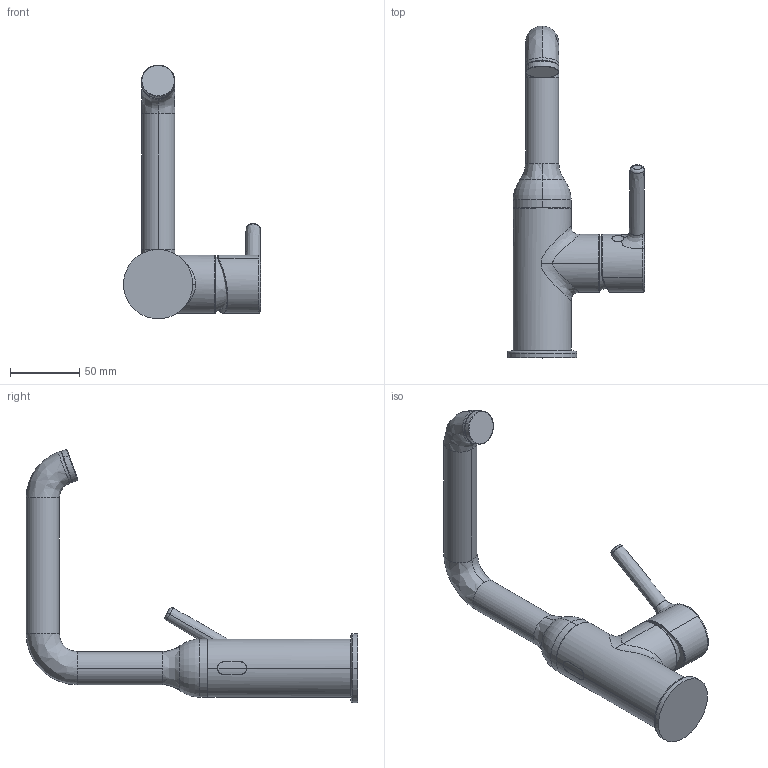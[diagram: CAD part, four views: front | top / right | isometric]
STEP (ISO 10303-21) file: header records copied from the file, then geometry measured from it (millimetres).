
FILE_DESCRIPTION (( 'STEP AP203' ), '1' );
FILE_NAME ('2611FHZ-33(2023)+5460220933(2023).STEP', '2023-05-10T07:09:53', ( '' ), ( '' ), 'SwSTEP 2.0', 'SolidWorks 2016', '' );
FILE_SCHEMA (( 'CONFIG_CONTROL_DESIGN' ));
Length unit declared in the file: millimetre
Products named in the file (1): 2611FHZ-33(2023)+5460220933(2023)
Bounding box: 98.91 x 239.4 x 183.06 mm (x, y, z)
Surface area: 60826.6 mm2 (no closed solid volume)
Topology: 0 solids, 7 shells, 97 faces, 209 edges, 129 vertices
Faces by surface type: bspline 45, cylinder 31, plane 19, torus 2
Entity records: 11454 total; most frequent: CARTESIAN_POINT 9578, ORIENTED_EDGE 416, DIRECTION 300, EDGE_CURVE 209, AXIS2_PLACEMENT_3D 131, VERTEX_POINT 129, EDGE_LOOP 101, FACE_OUTER_BOUND 97
